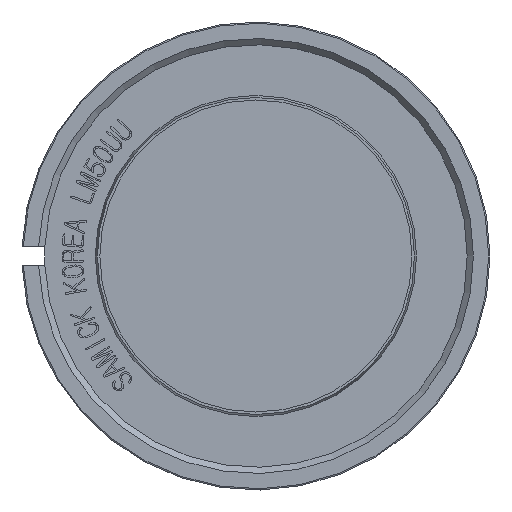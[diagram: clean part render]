
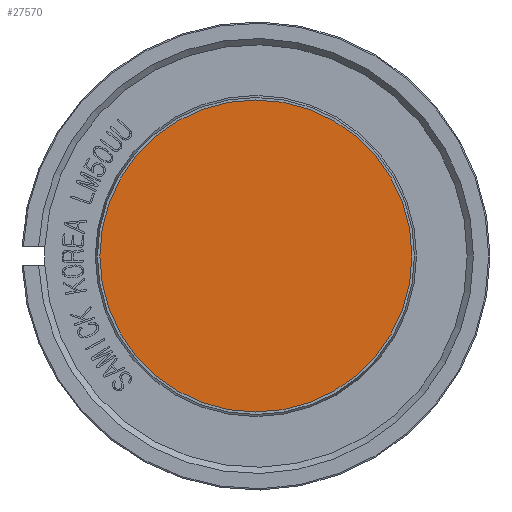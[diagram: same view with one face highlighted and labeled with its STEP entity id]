
A CAD part, front view. The second image highlights one B-rep face of the part: STEP entity #27570.
In plain terms, the highlighted planar face has unit normal (0, -1, 0).
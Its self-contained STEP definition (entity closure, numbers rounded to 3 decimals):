
#27539=CARTESIAN_POINT('',(-25.0,-75.0,0.));
#27540=VERTEX_POINT('',#27539);
#27541=CARTESIAN_POINT('',(0.0,-75.0,0.0));
#27542=DIRECTION('',(0.0,1.0,0.0));
#27543=DIRECTION('',(1.0,0.0,0.0));
#27544=AXIS2_PLACEMENT_3D('',#27541,#27542,#27543);
#27545=CIRCLE('',#27544,25.0);
#27546=EDGE_CURVE('',#27540,#27540,#27545,.T.);
#27562=CARTESIAN_POINT('',(0.0,-75.0,0.0));
#27563=DIRECTION('',(0.0,-1.0,0.0));
#27564=DIRECTION('',(0.0,0.0,-1.0));
#27565=AXIS2_PLACEMENT_3D('',#27562,#27563,#27564);
#27566=PLANE('',#27565);
#27567=ORIENTED_EDGE('',*,*,#27546,.F.);
#27568=EDGE_LOOP('',(#27567));
#27569=FACE_OUTER_BOUND('',#27568,.T.);
#27570=ADVANCED_FACE('',(#27569),#27566,.T.);
